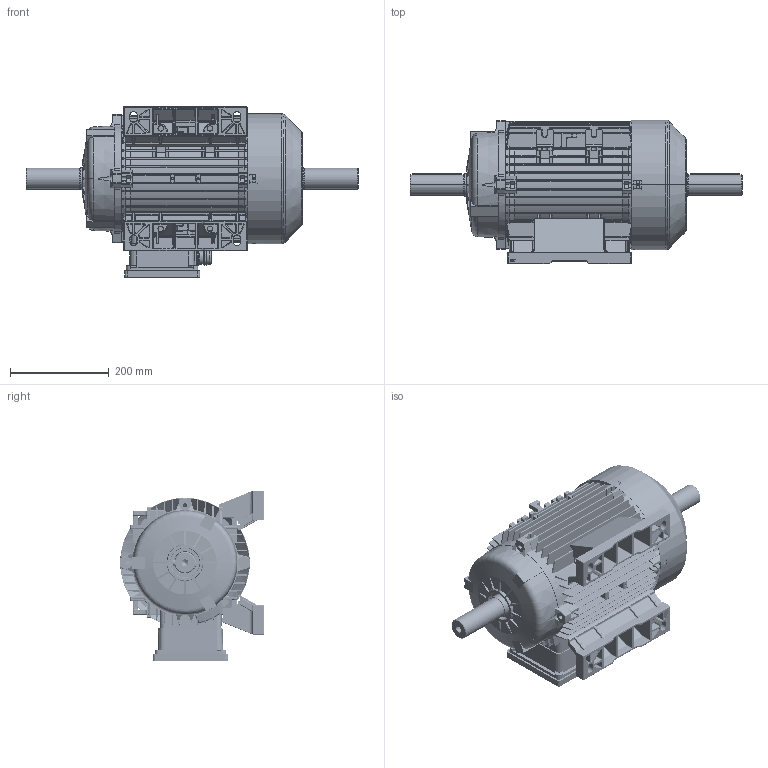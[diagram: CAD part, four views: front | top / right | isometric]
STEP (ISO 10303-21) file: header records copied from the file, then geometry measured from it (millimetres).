
FILE_DESCRIPTION (( 'STEP AP214' ), '1' );
FILE_NAME ('CA160MT-B3-IC411-2-4-6-8 POLES-TB LEFT-DOUBLE SHAFT.STEP', '2024-09-23T07:27:18', ( '' ), ( '' ), 'SwSTEP 2.0', 'SolidWorks 2024', '' );
FILE_SCHEMA (( 'AUTOMOTIVE_DESIGN' ));
Length unit declared in the file: millimetre
Products named in the file (17): Scudo C160MT anteriore; CA160MT-B3-IC411-2-4-6-8 POLES-TB LEFT-DOUBLE SHAFT; Gruppo Coprimorsettiera 132; Albero C-FC 160MT - Serie - Autov.; Coperchio scatola morsetti 132; Scatola morsetti 132; Radial Ball Bearing_68_SKF_SKF - 6308 - 10,DE,NC,10_68; Piede 160T; PRESSACAVO M25; Radial Ball Bearing_68_SKF_SKF - 6309 - 10,DE,NC,10_68; Scudo C160MT posteriore; Carcassa 132SM-160T-B3-B5; Guarnizione scatola-motore 132; parallel_din_Parallel key A12 x 8 x 100 DIN 6885; Guarnizione scatola-coperchio 132; Tappo M25; Copriventola 132M H.113
Assembly tree (19 placements, depth 3):
  CA160MT-B3-IC411-2-4-6-8 POLES-TB LEFT-DOUBLE SHAFT
    Albero C-FC 160MT - Serie - Autov.  x2
    Radial Ball Bearing_68_SKF_SKF - 6309 - 10,DE,NC,10_68
    Radial Ball Bearing_68_SKF_SKF - 6308 - 10,DE,NC,10_68
    Scudo C160MT anteriore
    Scudo C160MT posteriore
    Piede 160T  x2
    parallel_din_Parallel key A12 x 8 x 100 DIN 6885  x2
    Copriventola 132M H.113
    Carcassa 132SM-160T-B3-B5
    Gruppo Coprimorsettiera 132
      Scatola morsetti 132
      Coperchio scatola morsetti 132
      Guarnizione scatola-motore 132
      PRESSACAVO M25
      Tappo M25
      Guarnizione scatola-coperchio 132
Bounding box: 673 x 291.5 x 346 mm (x, y, z)
Volume: 6004398.5 mm3; surface area: 2081878.1 mm2
Topology: 18 solids, 20 shells, 6382 faces, 17123 edges, 10665 vertices
Faces by surface type: plane 2407, cylinder 1677, torus 729, bspline 645, cone 610, sphere 314
Entity records: 210563 total; most frequent: CARTESIAN_POINT 71363, ORIENTED_EDGE 30916, DIRECTION 26983, EDGE_CURVE 15458, AXIS2_PLACEMENT_3D 9851, VERTEX_POINT 9733, LINE 7281, VECTOR 7281
